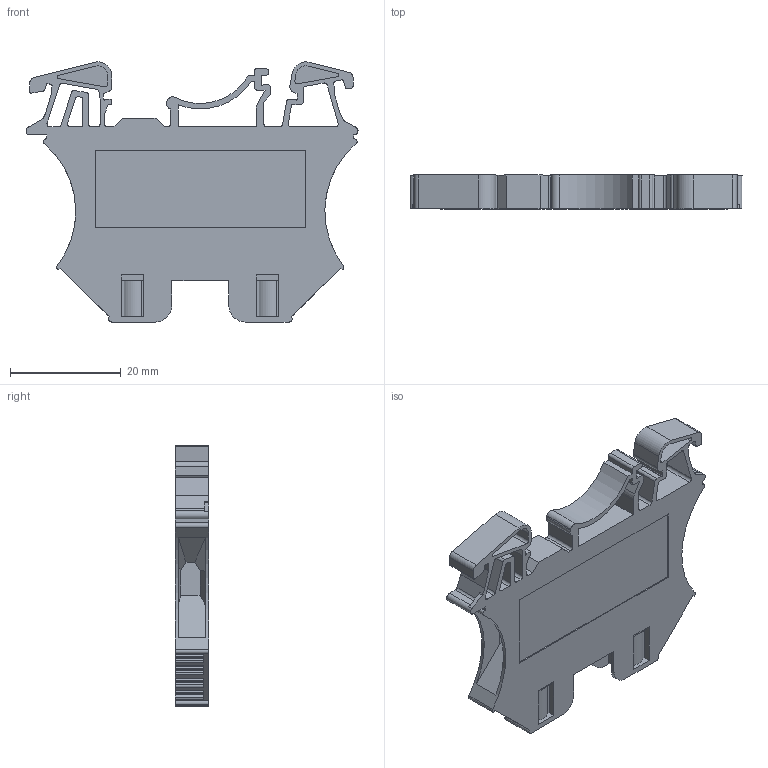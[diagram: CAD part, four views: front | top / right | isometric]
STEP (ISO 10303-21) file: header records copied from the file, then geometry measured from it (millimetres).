
FILE_DESCRIPTION( ( 'STEP AP214' ), '1' );
FILE_NAME( 'CDU4.stp', '2023-01-06T05:18:15', ( ' ' ), ( ' ' ), 'XStep 1.0', ' ', ' ' );
FILE_SCHEMA( ( 'CONFIG_CONTROL_DESIGN) ( )' ) );
Length unit declared in the file: metre
Products named in the file (1): CDU4
Bounding box: 60 x 6.1 x 46.99 mm (x, y, z)
Volume: 9037.2 mm3; surface area: 7269.7 mm2
Topology: 1 solids, 1 shells, 377 faces, 1077 edges, 716 vertices
Faces by surface type: plane 250, cylinder 121, torus 6
Full cylindrical faces by diameter (mm): 1.9 x4, 3.9 x4
Entity records: 15195 total; most frequent: CARTESIAN_POINT 2153, ORIENTED_EDGE 2110, DIRECTION 2069, EDGE_CURVE 1055, LINE 789, VECTOR 789, VERTEX_POINT 708, AXIS2_PLACEMENT_3D 640
